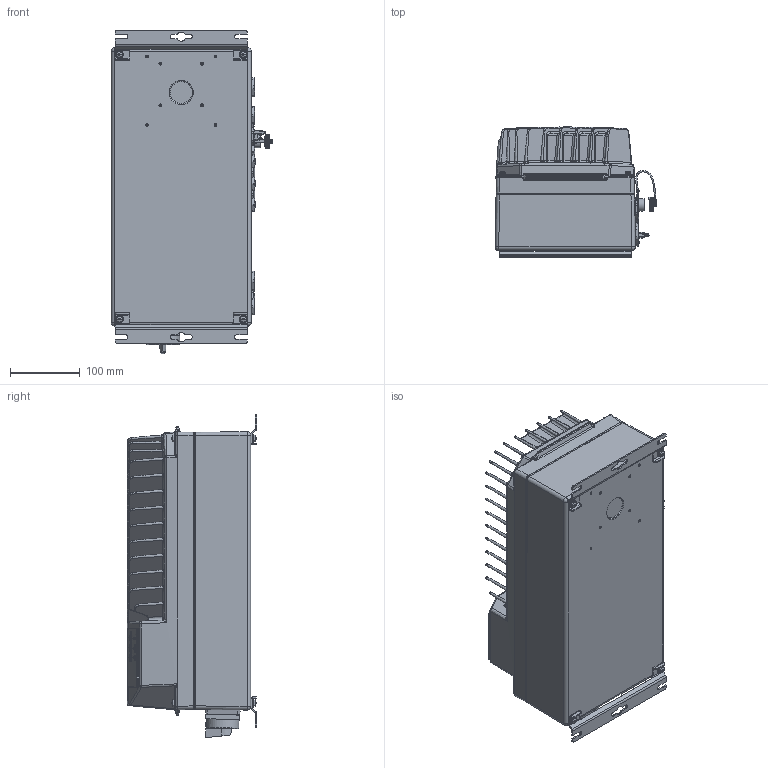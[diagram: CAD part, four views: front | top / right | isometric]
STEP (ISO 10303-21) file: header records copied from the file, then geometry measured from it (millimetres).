
FILE_DESCRIPTION((''),'2;1');
FILE_NAME('P452-40-L2-5','2013-04-16T',('u264218'),('Danfoss Power Electronics'),'PRO/ENGINEER BY PARAMETRIC TECHNOLOGY CORPORATION, 2012070','PRO/ENGINEER BY PARAMETRIC TECHNOLOGY CORPORATION, 2012070','');
FILE_SCHEMA(('CONFIG_CONTROL_DESIGN','GEOMETRIC_VALIDATION_PROPERTIES_MIM'));
Products named in the file (1): P452-40-L2-5
Bounding box: 231.75 x 186.09 x 464.35 mm (x, y, z)
Volume: 11554046.5 mm3; surface area: 681455.9 mm2
Topology: 2 solids, 3 shells, 5678 faces, 15194 edges, 9880 vertices
Faces by surface type: plane 2868, cylinder 863, extrusion 834, bspline 786, sphere 138, cone 112, torus 77
Entity records: 335436 total; most frequent: CARTESIAN_POINT 186292, ORIENTED_EDGE 30386, DIRECTION 22763, EDGE_CURVE 15193, VERTEX_POINT 9880, VECTOR 9489, LINE 8655, AXIS2_PLACEMENT_3D 6637
